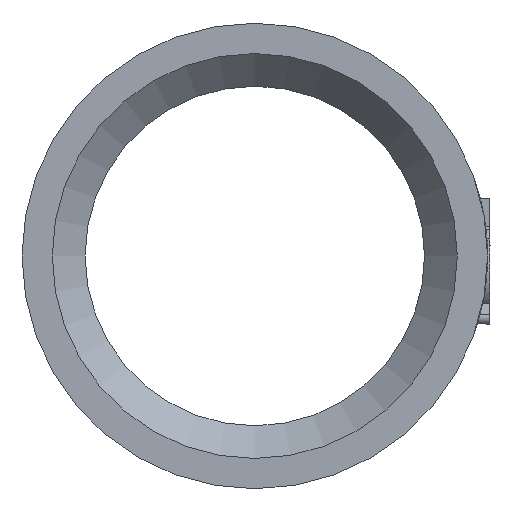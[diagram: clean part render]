
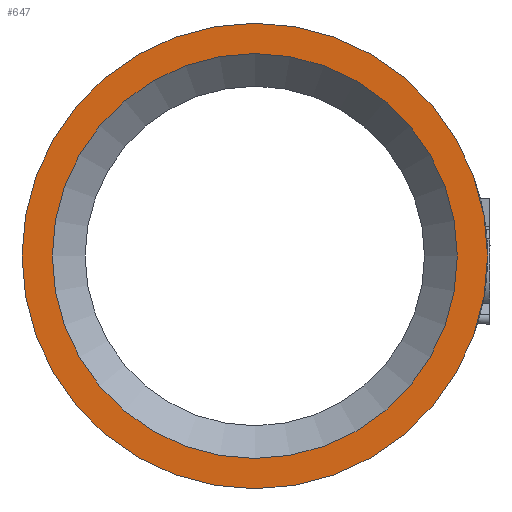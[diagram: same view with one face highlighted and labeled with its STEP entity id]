
A CAD part, front view. The second image highlights one B-rep face of the part: STEP entity #647.
In plain terms, the highlighted planar face has unit normal (0, -1, 0).
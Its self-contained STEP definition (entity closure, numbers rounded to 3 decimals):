
#647=ADVANCED_FACE('',(#1243,#1245),#1247,.T.);
#1243=FACE_BOUND('',#1244,.T.);
#1244=EDGE_LOOP('',(#2130,#2131));
#1245=FACE_BOUND('',#1246,.T.);
#1246=EDGE_LOOP('',(#2132));
#1247=PLANE('',#1248);
#1248=AXIS2_PLACEMENT_3D('',#1249,#1250,#1251);
#1249=CARTESIAN_POINT('',(0.,-80.,0.));
#1250=DIRECTION('',(0.,-1.,0.));
#1251=DIRECTION('',(0.,0.,1.));
#2130=ORIENTED_EDGE('',*,*,#2244,.F.);
#2131=ORIENTED_EDGE('',*,*,#2243,.F.);
#2132=ORIENTED_EDGE('',*,*,#2397,.T.);
#2243=EDGE_CURVE('',#2467,#2468,#2469,.T.);
#2244=EDGE_CURVE('',#2468,#2467,#2470,.T.);
#2397=EDGE_CURVE('',#2715,#2715,#2716,.T.);
#2467=VERTEX_POINT('',#3386);
#2468=VERTEX_POINT('',#3387);
#2469=CIRCLE('',#3388,9.6);
#2470=CIRCLE('',#3392,9.6);
#2715=VERTEX_POINT('',#5989);
#2716=CIRCLE('',#5990,8.35);
#3386=CARTESIAN_POINT('',(0.,-80.,9.6));
#3387=CARTESIAN_POINT('',(0.,-80.,-9.6));
#3388=AXIS2_PLACEMENT_3D('',#3389,#3390,#3391);
#3389=CARTESIAN_POINT('',(0.,-80.,0.));
#3390=DIRECTION('',(0.,1.,0.));
#3391=DIRECTION('',(0.,0.,1.));
#3392=AXIS2_PLACEMENT_3D('',#3393,#3394,#3395);
#3393=CARTESIAN_POINT('',(0.,-80.,0.));
#3394=DIRECTION('',(0.,1.,0.));
#3395=DIRECTION('',(0.,0.,-1.));
#5989=CARTESIAN_POINT('',(0.,-80.,8.35));
#5990=AXIS2_PLACEMENT_3D('',#5991,#5992,#5993);
#5991=CARTESIAN_POINT('',(0.,-80.,0.));
#5992=DIRECTION('',(0.,1.,0.));
#5993=DIRECTION('',(0.,0.,1.));
